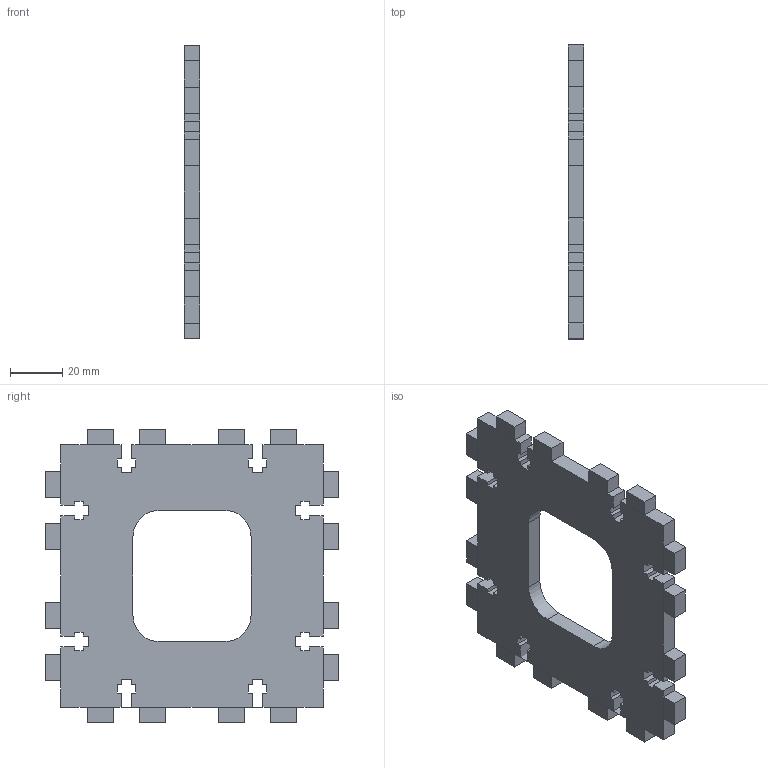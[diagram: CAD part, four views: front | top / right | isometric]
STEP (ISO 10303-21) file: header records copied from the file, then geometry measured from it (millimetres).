
FILE_DESCRIPTION(('FreeCAD Model'),'2;1');
FILE_NAME('plate2_m.step', '2014-02-12T02:29:15',('FreeCAD'),('FreeCAD'), 'Open CASCADE STEP processor 6.5','FreeCAD','Unknown');
FILE_SCHEMA(('AUTOMOTIVE_DESIGN_CC2 { 1 2 10303 214 -1 1 5 4 }'));
Length unit declared in the file: millimetre
Products named in the file (1): plate2
Bounding box: 6 x 112 x 112 mm (x, y, z)
Surface area: 22714.9 mm2 (no closed solid volume)
Topology: 0 solids, 1 shells, 208 faces, 554 edges, 345 vertices
Faces by surface type: plane 204, cylinder 4
Entity records: 13312 total; most frequent: CARTESIAN_POINT 2453, DIRECTION 1890, LINE 1456, VECTOR 1456, ORIENTED_EDGE 1109, PCURVE 1106, DEFINITIONAL_REPRESENTATION 1106, EDGE_CURVE 554
